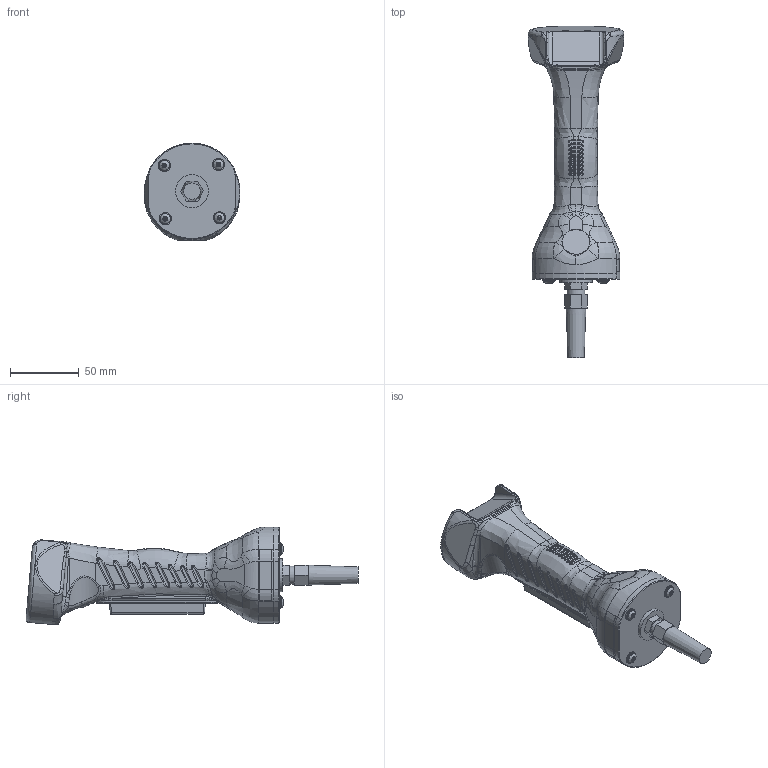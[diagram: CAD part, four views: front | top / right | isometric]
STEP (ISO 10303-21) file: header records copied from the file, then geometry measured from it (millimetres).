
FILE_DESCRIPTION (( 'STEP AP214' ), '1' );
FILE_NAME ('ZEUS01-100000.STEP', '2022-06-29T11:04:27', ( '' ), ( '' ), 'SwSTEP 2.0', 'SolidWorks 2021', '' );
FILE_SCHEMA (( 'AUTOMOTIVE_DESIGN' ));
Length unit declared in the file: inch
Products named in the file (1): ZEUS01-100000
Bounding box: 70 x 242.19 x 71.2 mm (x, y, z)
Volume: 381204.5 mm3; surface area: 75981.1 mm2
Topology: 16 solids, 16 shells, 1129 faces, 2744 edges, 1699 vertices
Faces by surface type: cylinder 396, bspline 385, plane 318, cone 30
Full cylindrical faces by diameter (mm): 1 x4, 2.5 x2, 2.8 x2, 4 x4, 4.2 x2, 4.3 x4, 4.4 x2, 4.5 x4, 5 x4, 6 x2, 7.5 x4, 8.4 x2, 9 x4, 11.7 x1, 13 x1, 14 x1, 18.5 x1, 19.7 x1, 21 x1, 24 x1
Entity records: 67477 total; most frequent: CARTESIAN_POINT 44766, ORIENTED_EDGE 5330, DIRECTION 3594, EDGE_CURVE 2665, VERTEX_POINT 1684, AXIS2_PLACEMENT_3D 1360, EDGE_LOOP 1279, FACE_OUTER_BOUND 1181
